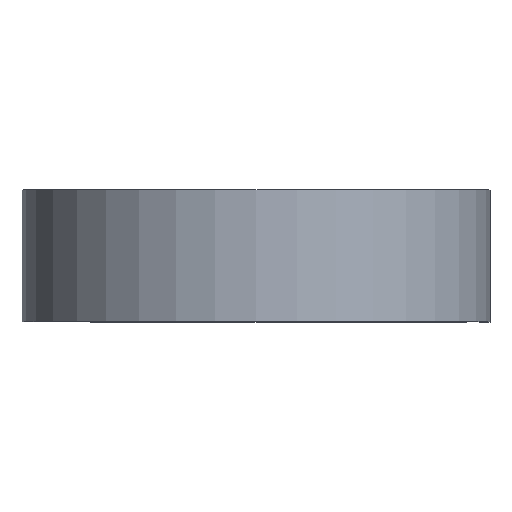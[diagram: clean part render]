
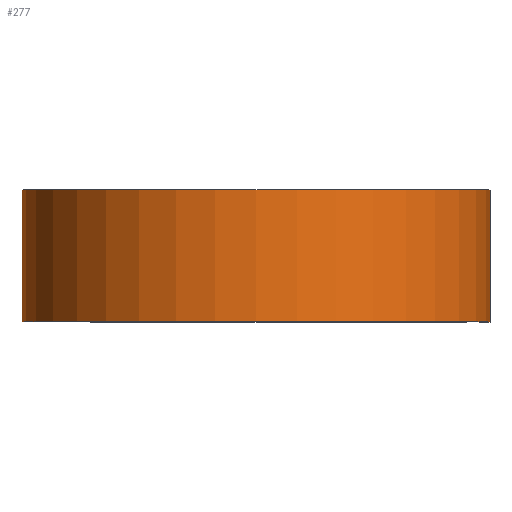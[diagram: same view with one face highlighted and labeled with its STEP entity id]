
A CAD part, top view. The second image highlights one B-rep face of the part: STEP entity #277.
In plain terms, the highlighted cylindrical face has radius 28.207 mm (diameter 56.413 mm), a partial arc.
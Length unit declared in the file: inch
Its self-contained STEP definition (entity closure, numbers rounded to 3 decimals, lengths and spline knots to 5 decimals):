
#2 = EDGE_CURVE ( 'NONE', #58, #717, #703, .T. ) ;
#50 = VERTEX_POINT ( 'NONE', #323 ) ;
#58 = VERTEX_POINT ( 'NONE', #413 ) ;
#64 = CARTESIAN_POINT ( 'NONE',  ( 1.1105, 0.3125, 0. ) ) ;
#82 = AXIS2_PLACEMENT_3D ( 'NONE', #365, #642, #259 ) ;
#85 = ORIENTED_EDGE ( 'NONE', *, *, #626, .F. ) ;
#106 = EDGE_LOOP ( 'NONE', ( #311, #85, #137, #530 ) ) ;
#137 = ORIENTED_EDGE ( 'NONE', *, *, #2, .F. ) ;
#149 = DIRECTION ( 'NONE',  ( 0., -1., 0. ) ) ;
#162 = DIRECTION ( 'NONE',  ( 1., 0., 0. ) ) ;
#207 = DIRECTION ( 'NONE',  ( 0., 1., 0. ) ) ;
#216 = CARTESIAN_POINT ( 'NONE',  ( 0., -0.3125, 0. ) ) ;
#259 = DIRECTION ( 'NONE',  ( 1., 0., 0. ) ) ;
#277 = ADVANCED_FACE ( 'NONE', ( #571 ), #557, .T. ) ;
#282 = CIRCLE ( 'NONE', #515, 1.1105 ) ;
#311 = ORIENTED_EDGE ( 'NONE', *, *, #431, .T. ) ;
#323 = CARTESIAN_POINT ( 'NONE',  ( 0., -0.3125, -1.1105 ) ) ;
#339 = DIRECTION ( 'NONE',  ( 0., -1., 0. ) ) ;
#365 = CARTESIAN_POINT ( 'NONE',  ( 0., 0.3125, 0. ) ) ;
#386 = CARTESIAN_POINT ( 'NONE',  ( 0., 0.3125, 0. ) ) ;
#413 = CARTESIAN_POINT ( 'NONE',  ( 0., 0.3125, -1.1105 ) ) ;
#431 = EDGE_CURVE ( 'NONE', #50, #521, #282, .T. ) ;
#515 = AXIS2_PLACEMENT_3D ( 'NONE', #216, #207, #162 ) ;
#521 = VERTEX_POINT ( 'NONE', #549 ) ;
#530 = ORIENTED_EDGE ( 'NONE', *, *, #582, .T. ) ;
#539 = DIRECTION ( 'NONE',  ( 0., 0., -1. ) ) ;
#549 = CARTESIAN_POINT ( 'NONE',  ( 1.1105, -0.3125, 0. ) ) ;
#557 = CYLINDRICAL_SURFACE ( 'NONE', #660, 1.1105 ) ;
#565 = CARTESIAN_POINT ( 'NONE',  ( 1.1105, 0.3125, 0. ) ) ;
#568 = DIRECTION ( 'NONE',  ( 0., -1., 0. ) ) ;
#571 = FACE_OUTER_BOUND ( 'NONE', #106, .T. ) ;
#582 = EDGE_CURVE ( 'NONE', #58, #50, #697, .T. ) ;
#603 = CARTESIAN_POINT ( 'NONE',  ( 0., 0.3125, -1.1105 ) ) ;
#626 = EDGE_CURVE ( 'NONE', #717, #521, #711, .T. ) ;
#642 = DIRECTION ( 'NONE',  ( 0., 1., 0. ) ) ;
#660 = AXIS2_PLACEMENT_3D ( 'NONE', #386, #339, #539 ) ;
#684 = VECTOR ( 'NONE', #568, 39.37008 ) ;
#697 = LINE ( 'NONE', #603, #684 ) ;
#703 = CIRCLE ( 'NONE', #82, 1.1105 ) ;
#711 = LINE ( 'NONE', #565, #723 ) ;
#717 = VERTEX_POINT ( 'NONE', #64 ) ;
#723 = VECTOR ( 'NONE', #149, 39.37008 ) ;
